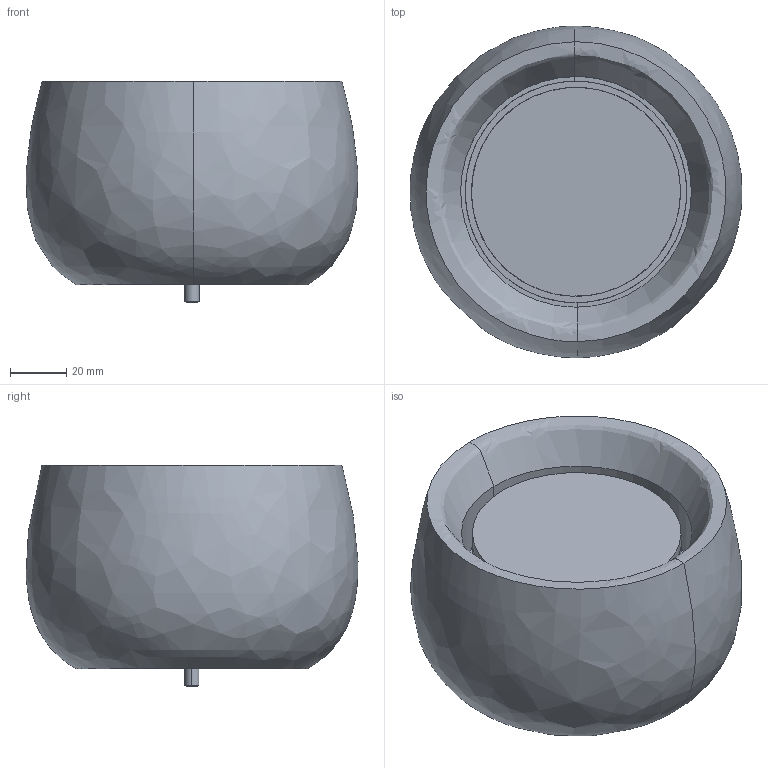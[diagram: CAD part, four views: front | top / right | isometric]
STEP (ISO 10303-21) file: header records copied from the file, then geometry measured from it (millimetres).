
FILE_DESCRIPTION(/* description */ (''),/* implementation_level */ '2;1');
FILE_NAME(/* name */ 'T454_Mysia_Soffitto_1Luce',/* time_stamp */ '2023-11-16T18:29:36+01:00',/* author */ (''),/* organization */ (''),/* preprocessor_version */ 'ST-DEVELOPER v16.5',/* originating_system */ 'Rhino 7.24',/* authorisation */ '');
FILE_SCHEMA (('CONFIG_CONTROL_DESIGN'));
Length unit declared in the file: millimetre
Products named in the file (1): Document
Bounding box: 117.54 x 117.67 x 78.68 mm (x, y, z)
Volume: 527022.7 mm3; surface area: 102940.5 mm2
Topology: 20 solids, 28 shells, 326 faces, 721 edges, 470 vertices
Faces by surface type: plane 150, cylinder 138, bspline 38
Entity records: 9001 total; most frequent: CARTESIAN_POINT 4023, ORIENTED_EDGE 1415, EDGE_CURVE 719, VERTEX_POINT 466, EDGE_LOOP 386, ADVANCED_FACE 326, FACE_OUTER_BOUND 326, DIRECTION 296
